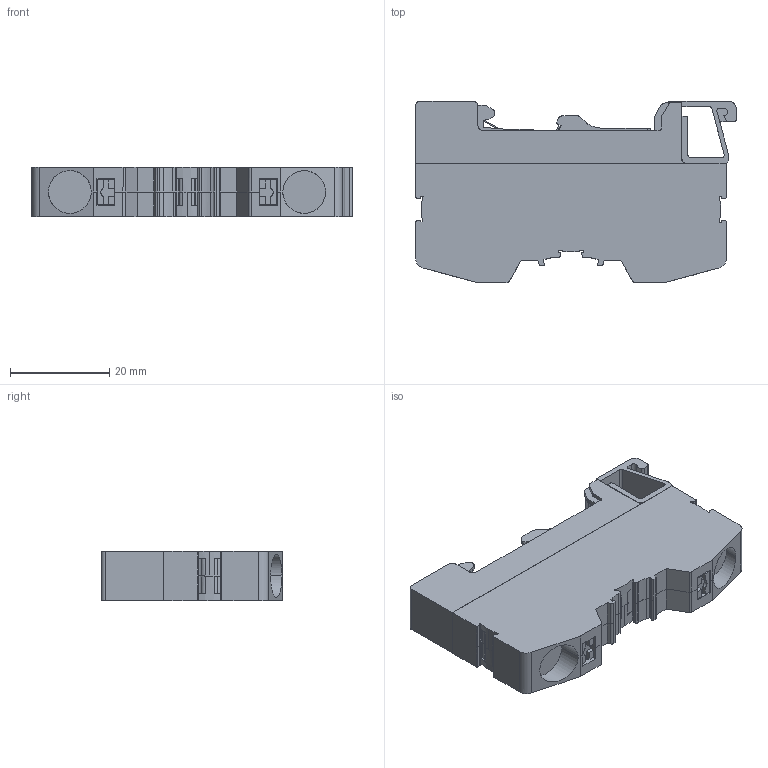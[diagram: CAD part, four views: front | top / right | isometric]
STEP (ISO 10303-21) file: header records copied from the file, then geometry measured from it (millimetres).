
FILE_DESCRIPTION (( 'STEP AP203' ), '1' );
FILE_NAME ('OPK 10 - TOPRAKLAMALI.STEP', '2020-03-18T12:30:33', ( '' ), ( '' ), 'SwSTEP 2.0', 'SolidWorks 2011', '' );
FILE_SCHEMA (( 'CONFIG_CONTROL_DESIGN' ));
Length unit declared in the file: millimetre
Products named in the file (1): OPK 10 - TOPRAKLAMALI
Bounding box: 64.5 x 36.5 x 10 mm (x, y, z)
Volume: 17133.7 mm3; surface area: 8043.6 mm2
Topology: 1 solids, 1 shells, 541 faces, 1604 edges, 1065 vertices
Faces by surface type: plane 321, cylinder 217, bspline 3
Entity records: 20232 total; most frequent: CARTESIAN_POINT 7090, ORIENTED_EDGE 3208, DIRECTION 1978, EDGE_CURVE 1604, VERTEX_POINT 1065, VECTOR 866, LINE 866, B_SPLINE_CURVE_WITH_KNOTS 719
